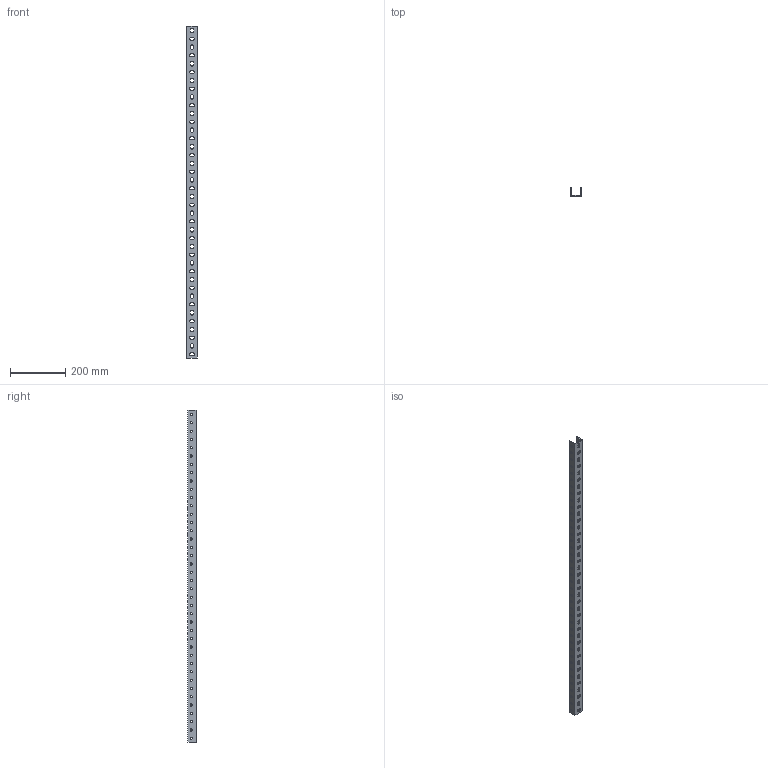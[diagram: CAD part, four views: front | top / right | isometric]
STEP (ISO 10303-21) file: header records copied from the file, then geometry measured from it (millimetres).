
FILE_DESCRIPTION(/* description */ (''),/* implementation_level */ '2;1');
FILE_NAME(/* name */ 'UPS1200.ipt.stp',/* time_stamp */ '2023-05-18T10:23:35+03:00',/* author */ ('Man88'),/* organization */ (''),/* preprocessor_version */ 'ST-DEVELOPER v19.2',/* originating_system */ 'Autodesk Inventor 2023',/* authorisation */ '');
FILE_SCHEMA (('AUTOMOTIVE_DESIGN { 1 0 10303 214 3 1 1 }'));
Length unit declared in the file: millimetre
Products named in the file (1): Универсальный профиль 
усиленный 1200
Bounding box: 39.27 x 29 x 1200 mm (x, y, z)
Volume: 250117.8 mm3; surface area: 216363.5 mm2
Topology: 1 solids, 1 shells, 258 faces, 768 edges, 512 vertices
Faces by surface type: cylinder 160, plane 98
Full cylindrical faces by diameter (mm): 8.2 x80
Entity records: 9573 total; most frequent: DIRECTION 1606, CARTESIAN_POINT 1539, ORIENTED_EDGE 1536, EDGE_CURVE 768, AXIS2_PLACEMENT_3D 579, VERTEX_POINT 512, EDGE_LOOP 498, LINE 448
